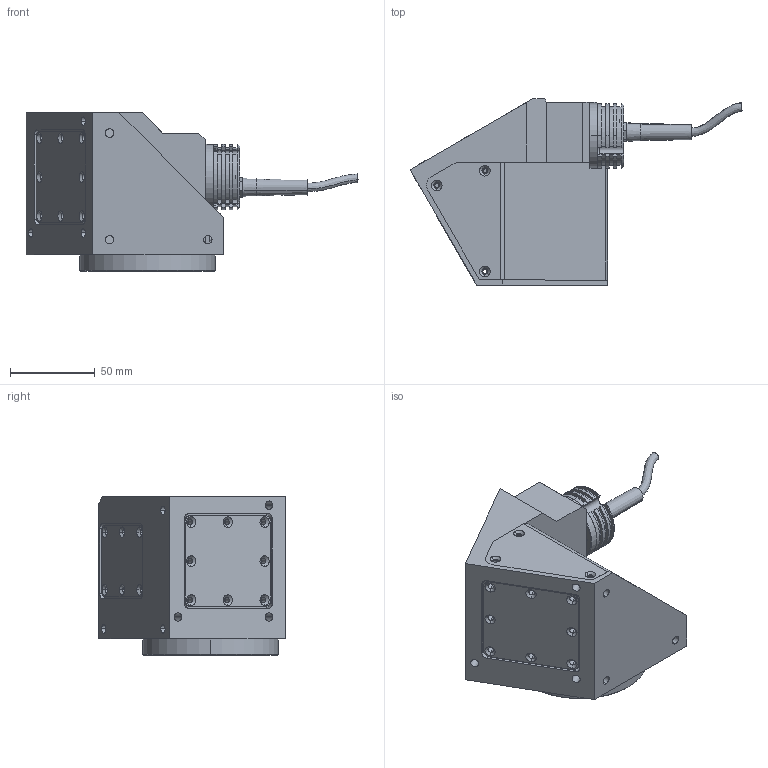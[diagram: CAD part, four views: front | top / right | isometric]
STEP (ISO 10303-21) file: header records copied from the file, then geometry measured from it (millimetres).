
FILE_DESCRIPTION (( 'STEP AP214' ), '1' );
FILE_NAME ('LTCLCR056.STEP', '2015-07-28T09:11:24', ( '' ), ( '' ), 'SwSTEP 2.0', 'SolidWorks 2013', '' );
FILE_SCHEMA (( 'AUTOMOTIVE_DESIGN' ));
Length unit declared in the file: millimetre
Products named in the file (1): LTCLCR056
Bounding box: 196.05 x 110 x 93.6 mm (x, y, z)
Surface area: 70977.7 mm2 (no closed solid volume)
Topology: 0 solids, 18 shells, 348 faces, 1048 edges, 716 vertices
Faces by surface type: cylinder 154, plane 128, cone 56, torus 6, sphere 2, bspline 2
Entity records: 15875 total; most frequent: CARTESIAN_POINT 2345, DIRECTION 2167, ORIENTED_EDGE 1772, EDGE_CURVE 1046, AXIS2_PLACEMENT_3D 790, VERTEX_POINT 716, VECTOR 587, LINE 587
